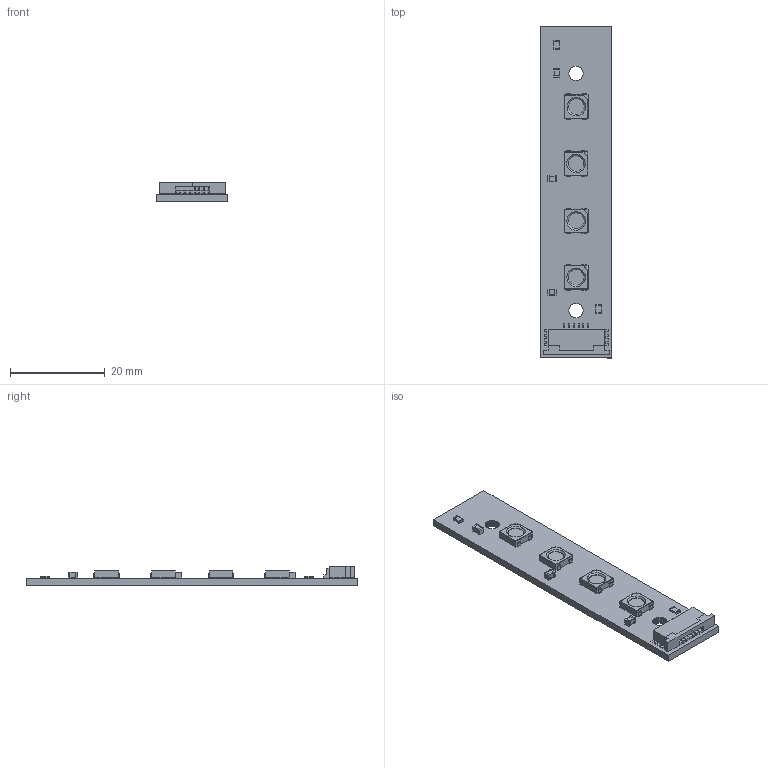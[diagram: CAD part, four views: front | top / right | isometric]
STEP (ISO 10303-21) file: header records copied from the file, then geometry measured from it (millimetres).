
FILE_DESCRIPTION(/* description */ (''),/* implementation_level */ '2;1');
FILE_NAME(/* name */ 'PCBLAM~3',/* time_stamp */ '2023-11-08T15:08:57-08:00',/* author */ (''),/* organization */ (''),/* preprocessor_version */ 'ST-DEVELOPER v16.5',/* originating_system */ '',/* authorisation */ '');
FILE_SCHEMA (('AUTOMOTIVE_DESIGN'));
Length unit declared in the file: millimetre
Products named in the file (1): Document
Bounding box: 15 x 70 x 4.19 mm (x, y, z)
Volume: 1939.1 mm3; surface area: 3092 mm2
Topology: 11 solids, 11 shells, 654 faces, 1829 edges, 1194 vertices
Faces by surface type: plane 502, bspline 152
Entity records: 20123 total; most frequent: CARTESIAN_POINT 8300, ORIENTED_EDGE 3658, EDGE_CURVE 1829, B_SPLINE_CURVE_WITH_KNOTS 1553, VERTEX_POINT 1194, EDGE_LOOP 687, ADVANCED_FACE 654, FACE_OUTER_BOUND 654
